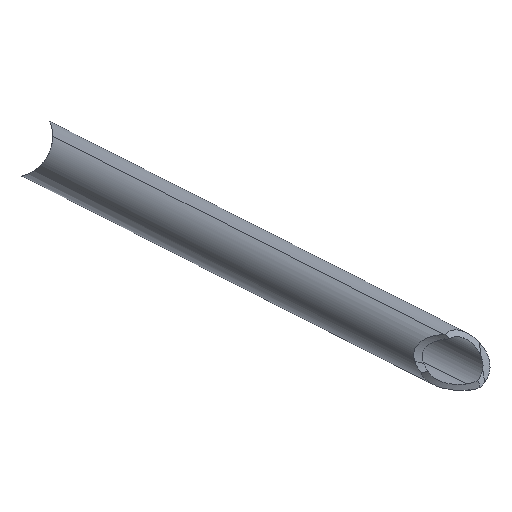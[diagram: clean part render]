
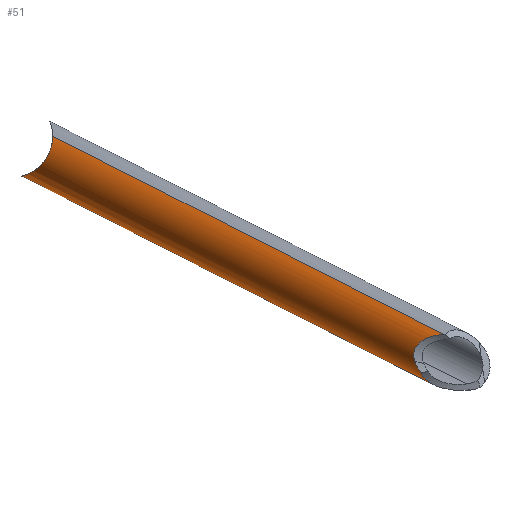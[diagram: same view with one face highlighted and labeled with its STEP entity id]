
A CAD part, front view. The second image highlights one B-rep face of the part: STEP entity #51.
In plain terms, the highlighted cylindrical face has radius 7.5 mm (diameter 15 mm), a partial arc.
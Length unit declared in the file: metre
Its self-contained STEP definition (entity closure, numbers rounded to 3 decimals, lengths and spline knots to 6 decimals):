
#51=ADVANCED_FACE('0:36',(#100),#101,.T.);
#100=FACE_OUTER_BOUND('',#288,.T.);
#101=CYLINDRICAL_SURFACE('',#289,0.0075);
#288=EDGE_LOOP('',(#446,#447,#448,#449,#450,#451,#452));
#289=AXIS2_PLACEMENT_3D('',#453,#454,#455);
#446=ORIENTED_EDGE('',*,*,#509,.T.);
#447=ORIENTED_EDGE('',*,*,#529,.T.);
#448=ORIENTED_EDGE('',*,*,#530,.F.);
#449=ORIENTED_EDGE('',*,*,#496,.F.);
#450=ORIENTED_EDGE('',*,*,#512,.T.);
#451=ORIENTED_EDGE('',*,*,#519,.T.);
#452=ORIENTED_EDGE('',*,*,#523,.T.);
#453=CARTESIAN_POINT('',(-1.680585,-0.327367,0.223193));
#454=DIRECTION('',(-0.548,0.789,0.278));
#455=DIRECTION('',(0.278,0.485,-0.83));
#496=EDGE_CURVE('',#550,#542,#552,.T.);
#509=EDGE_CURVE('',#574,#575,#576,.T.);
#512=EDGE_CURVE('',#550,#579,#581,.T.);
#519=EDGE_CURVE('',#579,#590,#592,.F.);
#523=EDGE_CURVE('0:57',#590,#574,#596,.F.);
#529=EDGE_CURVE('',#575,#602,#603,.T.);
#530=EDGE_CURVE('',#542,#602,#604,.T.);
#542=VERTEX_POINT('',#617);
#550=VERTEX_POINT('',#677);
#552=B_SPLINE_CURVE_WITH_KNOTS('',3,(#695,#696,#697,#698,#699,#700,#701,#702,#703,#704,#705,#706,#707,#708,#709,#710,#711),.UNSPECIFIED.,.F.,.F.,(4,2,1,2,2,2,2,2,4),(0.0,5.363918,8.045877,10.727836,13.409794,16.091753,18.773712,21.455671,22.437105),.UNSPECIFIED.);
#574=VERTEX_POINT('',#949);
#575=VERTEX_POINT('',#950);
#576=LINE('',#951,#952);
#579=VERTEX_POINT('',#966);
#581=LINE('',#990,#991);
#590=VERTEX_POINT('',#1050);
#592=B_SPLINE_CURVE_WITH_KNOTS('',3,(#1053,#1054,#1055,#1056),.UNSPECIFIED.,.F.,.F.,(4,4),(-92.769053,-92.496228),.UNSPECIFIED.);
#596=B_SPLINE_CURVE_WITH_KNOTS('',5,(#1115,#1116,#1117,#1118,#1119,#1120,#1121,#1122,#1123,#1124,#1125,#1126,#1127,#1128,#1129,#1130,#1131,#1132,#1133,#1134,#1135,#1136,#1137,#1138,#1139,#1140,#1141,#1142,#1143,#1144,#1145,#1146,#1147,#1148,#1149,#1150,#1151,#1152,#1153,#1154,#1155),.UNSPECIFIED.,.F.,.F.,(6,3,3,3,3,5,3,3,3,3,3,3,6),(-48.226164,-42.678889,-39.560068,-35.876285,-30.846512,-23.147216,-19.539386,-15.244565,-12.308839,-10.110952,-6.861862,-3.416445,-0.0),.UNSPECIFIED.);
#602=VERTEX_POINT('',#1166);
#603=B_SPLINE_CURVE_WITH_KNOTS('',3,(#1167,#1168,#1169,#1170,#1171,#1172,#1173,#1174,#1175,#1176,#1177,#1178,#1179,#1180,#1181,#1182,#1183,#1184,#1185,#1186,#1187,#1188),.UNSPECIFIED.,.F.,.F.,(4,3,3,3,3,3,3,4),(0.237741,4.663648,9.556927,13.414584,16.663064,19.453082,21.87535,24.236764),.UNSPECIFIED.);
#604=B_SPLINE_CURVE_WITH_KNOTS('',3,(#1189,#1190,#1191,#1192,#1193,#1194,#1195,#1196,#1197,#1198,#1199,#1200,#1201,#1202,#1203,#1204,#1205),.UNSPECIFIED.,.F.,.F.,(4,2,1,2,2,2,2,2,4),(0.0,5.363918,8.045877,10.727836,13.409794,16.091753,18.773712,21.455671,22.437105),.UNSPECIFIED.);
#617=CARTESIAN_POINT('',(-1.670626,-0.354431,0.213137));
#677=CARTESIAN_POINT('',(-1.663571,-0.358511,0.219737));
#695=CARTESIAN_POINT('',(-1.66315,-0.358687,0.219768));
#696=CARTESIAN_POINT('',(-1.664328,-0.358202,0.219693));
#697=CARTESIAN_POINT('',(-1.665482,-0.357666,0.219514));
#698=CARTESIAN_POINT('',(-1.667133,-0.356834,0.219009));
#699=CARTESIAN_POINT('',(-1.668205,-0.35627,0.218593));
#700=CARTESIAN_POINT('',(-1.669174,-0.355713,0.217947));
#701=CARTESIAN_POINT('',(-1.670019,-0.355196,0.217142));
#702=CARTESIAN_POINT('',(-1.670378,-0.354957,0.216653));
#703=CARTESIAN_POINT('',(-1.670831,-0.354599,0.215527));
#704=CARTESIAN_POINT('',(-1.670915,-0.354484,0.214897));
#705=CARTESIAN_POINT('',(-1.670809,-0.354398,0.213658));
#706=CARTESIAN_POINT('',(-1.670629,-0.354421,0.213055));
#707=CARTESIAN_POINT('',(-1.670131,-0.354541,0.211932));
#708=CARTESIAN_POINT('',(-1.669814,-0.354637,0.211409));
#709=CARTESIAN_POINT('',(-1.66933,-0.354792,0.210742));
#710=CARTESIAN_POINT('',(-1.669195,-0.354837,0.210568));
#711=CARTESIAN_POINT('',(-1.669055,-0.354883,0.210397));
#949=CARTESIAN_POINT('',(-1.763167,-0.201769,0.259878));
#950=CARTESIAN_POINT('',(-1.65707,-0.354608,0.20611));
#951=CARTESIAN_POINT('',(-1.678503,-0.323733,0.216971));
#952=VECTOR('',#1273,1.0);
#966=CARTESIAN_POINT('',(-1.759,-0.221039,0.268099));
#990=CARTESIAN_POINT('',(-1.682667,-0.331001,0.229414));
#991=VECTOR('',#1274,1.0);
#1050=CARTESIAN_POINT('',(-1.759,-0.221206,0.268));
#1053=CARTESIAN_POINT('',(-1.759,-0.221206,0.268));
#1054=CARTESIAN_POINT('',(-1.759,-0.221151,0.268033));
#1055=CARTESIAN_POINT('',(-1.759,-0.221095,0.268066));
#1056=CARTESIAN_POINT('',(-1.759,-0.221039,0.268099));
#1115=CARTESIAN_POINT('',(-1.763167,-0.201769,0.259878));
#1116=CARTESIAN_POINT('',(-1.763744,-0.202148,0.259463));
#1117=CARTESIAN_POINT('',(-1.76432,-0.202613,0.259127));
#1118=CARTESIAN_POINT('',(-1.764862,-0.203171,0.258875));
#1119=CARTESIAN_POINT('',(-1.765568,-0.204182,0.258596));
#1120=CARTESIAN_POINT('',(-1.766029,-0.205328,0.25845));
#1121=CARTESIAN_POINT('',(-1.766162,-0.205753,0.25841));
#1122=CARTESIAN_POINT('',(-1.766385,-0.206695,0.258347));
#1123=CARTESIAN_POINT('',(-1.766481,-0.207657,0.258322));
#1124=CARTESIAN_POINT('',(-1.766502,-0.20818,0.258317));
#1125=CARTESIAN_POINT('',(-1.766492,-0.209414,0.25832));
#1126=CARTESIAN_POINT('',(-1.766363,-0.210638,0.258354));
#1127=CARTESIAN_POINT('',(-1.766259,-0.211339,0.258382));
#1128=CARTESIAN_POINT('',(-1.765937,-0.213101,0.258476));
#1129=CARTESIAN_POINT('',(-1.765487,-0.214826,0.25863));
#1130=CARTESIAN_POINT('',(-1.765182,-0.215854,0.258748));
#1131=CARTESIAN_POINT('',(-1.764847,-0.216868,0.258894));
#1132=CARTESIAN_POINT('',(-1.764484,-0.217862,0.259078));
#1133=CARTESIAN_POINT('',(-1.764314,-0.218328,0.259164));
#1134=CARTESIAN_POINT('',(-1.764138,-0.21879,0.259258));
#1135=CARTESIAN_POINT('',(-1.763955,-0.219248,0.259362));
#1136=CARTESIAN_POINT('',(-1.763541,-0.220242,0.259612));
#1137=CARTESIAN_POINT('',(-1.763096,-0.221207,0.259921));
#1138=CARTESIAN_POINT('',(-1.762844,-0.221719,0.260109));
#1139=CARTESIAN_POINT('',(-1.762403,-0.222561,0.260468));
#1140=CARTESIAN_POINT('',(-1.761928,-0.223339,0.260922));
#1141=CARTESIAN_POINT('',(-1.76173,-0.223641,0.261124));
#1142=CARTESIAN_POINT('',(-1.761373,-0.224137,0.261516));
#1143=CARTESIAN_POINT('',(-1.761002,-0.224547,0.261989));
#1144=CARTESIAN_POINT('',(-1.76084,-0.224703,0.262209));
#1145=CARTESIAN_POINT('',(-1.760439,-0.225019,0.262798));
#1146=CARTESIAN_POINT('',(-1.760058,-0.22512,0.263485));
#1147=CARTESIAN_POINT('',(-1.759853,-0.225074,0.26392));
#1148=CARTESIAN_POINT('',(-1.759506,-0.224792,0.264785));
#1149=CARTESIAN_POINT('',(-1.75929,-0.224243,0.265561));
#1150=CARTESIAN_POINT('',(-1.759207,-0.223915,0.265931));
#1151=CARTESIAN_POINT('',(-1.759083,-0.223215,0.266613));
#1152=CARTESIAN_POINT('',(-1.759025,-0.222436,0.267209));
#1153=CARTESIAN_POINT('',(-1.759008,-0.222035,0.267487));
#1154=CARTESIAN_POINT('',(-1.759,-0.221625,0.267751));
#1155=CARTESIAN_POINT('',(-1.759,-0.221206,0.268));
#1166=CARTESIAN_POINT('',(-1.669055,-0.354883,0.210397));
#1167=CARTESIAN_POINT('',(-1.654638,-0.355455,0.206723));
#1168=CARTESIAN_POINT('',(-1.655573,-0.355113,0.206363));
#1169=CARTESIAN_POINT('',(-1.65656,-0.354771,0.206154));
#1170=CARTESIAN_POINT('',(-1.65756,-0.354448,0.206049));
#1171=CARTESIAN_POINT('',(-1.658665,-0.354091,0.205933));
#1172=CARTESIAN_POINT('',(-1.659788,-0.353757,0.205943));
#1173=CARTESIAN_POINT('',(-1.660914,-0.353481,0.206057));
#1174=CARTESIAN_POINT('',(-1.661802,-0.353264,0.206147));
#1175=CARTESIAN_POINT('',(-1.662692,-0.353082,0.206303));
#1176=CARTESIAN_POINT('',(-1.663571,-0.352967,0.206532));
#1177=CARTESIAN_POINT('',(-1.664312,-0.35287,0.206725));
#1178=CARTESIAN_POINT('',(-1.665048,-0.35282,0.206971));
#1179=CARTESIAN_POINT('',(-1.665749,-0.352854,0.207282));
#1180=CARTESIAN_POINT('',(-1.666351,-0.352882,0.20755));
#1181=CARTESIAN_POINT('',(-1.666929,-0.352974,0.207868));
#1182=CARTESIAN_POINT('',(-1.667434,-0.353159,0.208237));
#1183=CARTESIAN_POINT('',(-1.667872,-0.35332,0.208558));
#1184=CARTESIAN_POINT('',(-1.668251,-0.353553,0.208918));
#1185=CARTESIAN_POINT('',(-1.668529,-0.353854,0.209293));
#1186=CARTESIAN_POINT('',(-1.6688,-0.354147,0.209658));
#1187=CARTESIAN_POINT('',(-1.668973,-0.354502,0.210035));
#1188=CARTESIAN_POINT('',(-1.669055,-0.354883,0.210397));
#1189=CARTESIAN_POINT('',(-1.66315,-0.358687,0.219768));
#1190=CARTESIAN_POINT('',(-1.664328,-0.358202,0.219693));
#1191=CARTESIAN_POINT('',(-1.665482,-0.357666,0.219514));
#1192=CARTESIAN_POINT('',(-1.667133,-0.356834,0.219009));
#1193=CARTESIAN_POINT('',(-1.668205,-0.35627,0.218593));
#1194=CARTESIAN_POINT('',(-1.669174,-0.355713,0.217947));
#1195=CARTESIAN_POINT('',(-1.670019,-0.355196,0.217142));
#1196=CARTESIAN_POINT('',(-1.670378,-0.354957,0.216653));
#1197=CARTESIAN_POINT('',(-1.670831,-0.354599,0.215527));
#1198=CARTESIAN_POINT('',(-1.670915,-0.354484,0.214897));
#1199=CARTESIAN_POINT('',(-1.670809,-0.354398,0.213658));
#1200=CARTESIAN_POINT('',(-1.670629,-0.354421,0.213055));
#1201=CARTESIAN_POINT('',(-1.670131,-0.354541,0.211932));
#1202=CARTESIAN_POINT('',(-1.669814,-0.354637,0.211409));
#1203=CARTESIAN_POINT('',(-1.66933,-0.354792,0.210742));
#1204=CARTESIAN_POINT('',(-1.669195,-0.354837,0.210568));
#1205=CARTESIAN_POINT('',(-1.669055,-0.354883,0.210397));
#1273=DIRECTION('',(0.548,-0.789,-0.278));
#1274=DIRECTION('',(-0.548,0.789,0.278));
